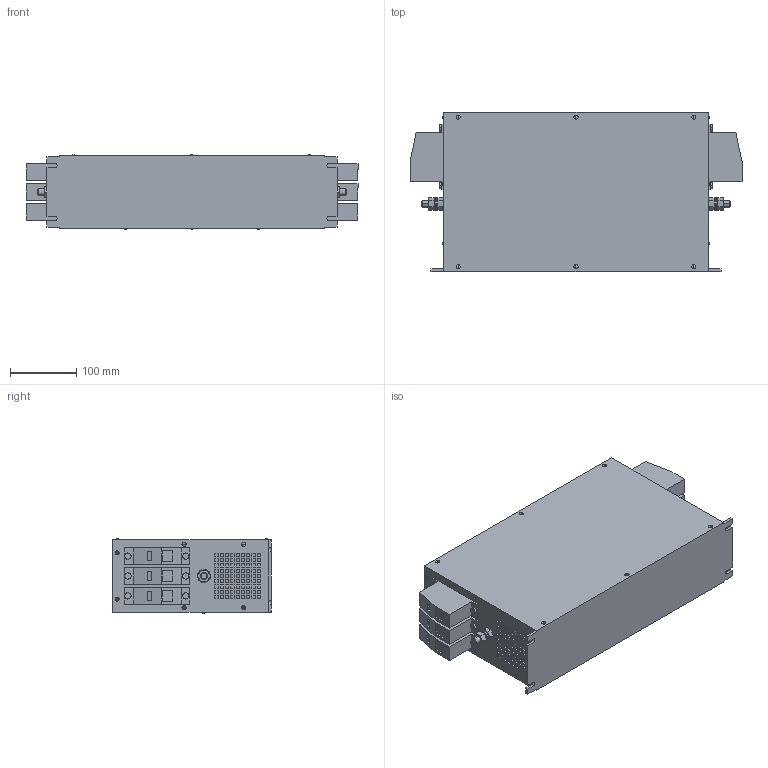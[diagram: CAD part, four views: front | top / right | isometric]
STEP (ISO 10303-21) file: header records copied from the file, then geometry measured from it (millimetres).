
FILE_DESCRIPTION (( 'STEP AP214' ), '1' );
FILE_NAME ('875758.STEP', '2024-05-16T15:20:21', ( '' ), ( '' ), 'SwSTEP 2.0', 'SolidWorks 2022', '' );
FILE_SCHEMA (( 'AUTOMOTIVE_DESIGN' ));
Length unit declared in the file: millimetre
Products named in the file (1): 875758
Bounding box: 501.33 x 240.05 x 112.74 mm (x, y, z)
Volume: 11102573.8 mm3; surface area: 425688.2 mm2
Topology: 1 solids, 30 shells, 2448 faces, 5785 edges, 3853 vertices
Faces by surface type: plane 2239, cylinder 163, sphere 42, cone 4
Entity records: 69251 total; most frequent: CARTESIAN_POINT 12087, ORIENTED_EDGE 11570, DIRECTION 11117, EDGE_CURVE 5785, LINE 5351, VECTOR 5351, VERTEX_POINT 3853, EDGE_LOOP 2914
